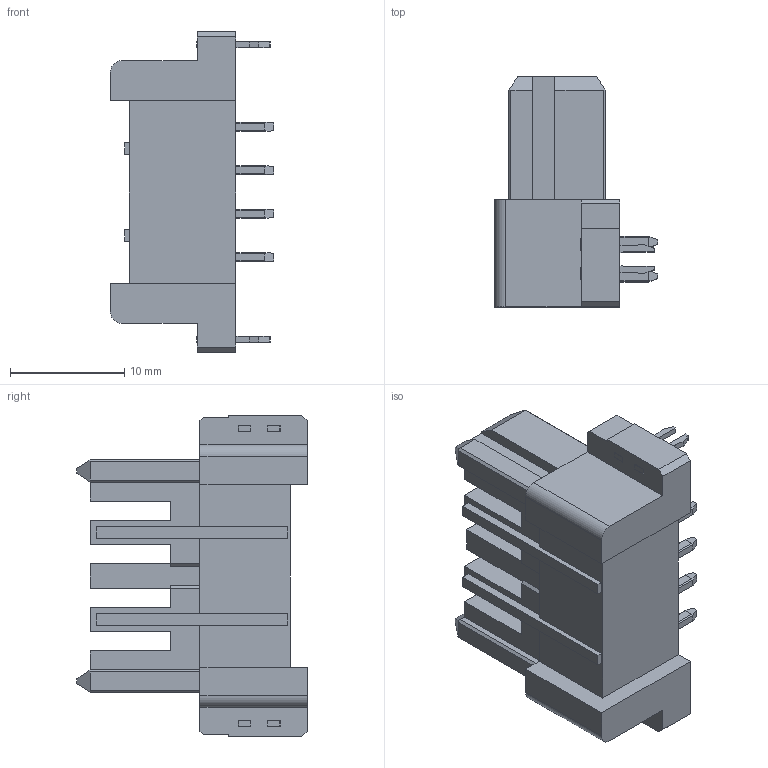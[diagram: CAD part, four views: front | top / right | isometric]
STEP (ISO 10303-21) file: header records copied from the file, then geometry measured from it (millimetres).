
FILE_DESCRIPTION(('CoCreate Modeling STEP Export'),'2;1');
FILE_NAME('FX30B-4P-3.81DS.stp','2013-06-12T10:09:43',(''),(''),'CoCreate Modeling STEP processor for AP214 (Solid Model)','CoCreate Modeling 17.0 01-Apr-2010 (C) Parametric Technology GmbH','');
FILE_SCHEMA(('AUTOMOTIVE_DESIGN { 1 0 10303 214 1 1 1 1 }'));
Length unit declared in the file: millimetre
Products named in the file (1): FX30B-4P-3.81DS
Bounding box: 14.3 x 20.2 x 28.18 mm (x, y, z)
Volume: 3175.9 mm3; surface area: 2313 mm2
Topology: 1 solids, 1 shells, 270 faces, 752 edges, 500 vertices
Faces by surface type: plane 264, cylinder 6
Entity records: 8348 total; most frequent: ORIENTED_EDGE 1504, CARTESIAN_POINT 1491, DIRECTION 1252, EDGE_CURVE 752, VECTOR 730, LINE 730, VERTEX_POINT 500, EDGE_LOOP 286
